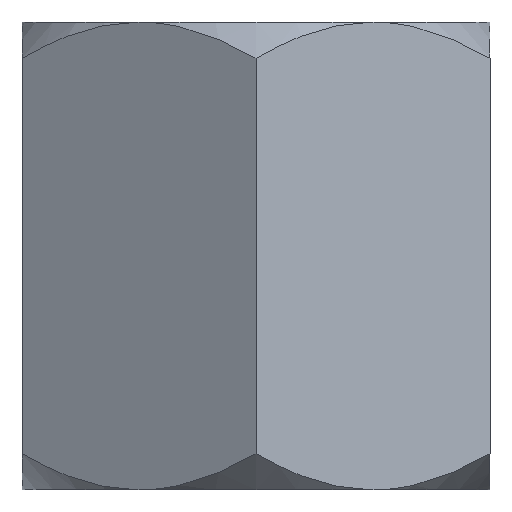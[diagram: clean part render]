
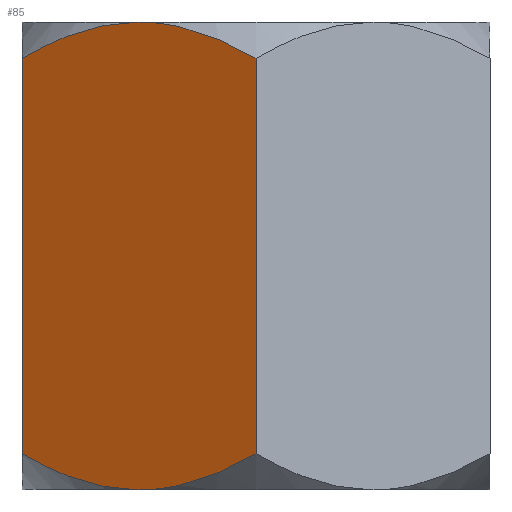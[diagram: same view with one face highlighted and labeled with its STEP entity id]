
A CAD part, left-side view. The second image highlights one B-rep face of the part: STEP entity #85.
In plain terms, the highlighted planar face has unit normal (-0.866, 0.5, 0).
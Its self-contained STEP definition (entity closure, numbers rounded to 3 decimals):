
#85 = ADVANCED_FACE( '', ( #172 ), #173, .F. );
#172 = FACE_OUTER_BOUND( '', #253, .T. );
#173 = PLANE( '', #254 );
#253 = EDGE_LOOP( '', ( #416, #417, #418, #419, #420, #421 ) );
#254 = AXIS2_PLACEMENT_3D( '', #422, #423, #424 );
#416 = ORIENTED_EDGE( '', *, *, #499, .F. );
#417 = ORIENTED_EDGE( '', *, *, #464, .F. );
#418 = ORIENTED_EDGE( '', *, *, #494, .T. );
#419 = ORIENTED_EDGE( '', *, *, #496, .T. );
#420 = ORIENTED_EDGE( '', *, *, #489, .T. );
#421 = ORIENTED_EDGE( '', *, *, #467, .F. );
#422 = CARTESIAN_POINT( '', ( -2.887, 5., 5. ) );
#423 = DIRECTION( '', ( 0.866, -0.5, 0. ) );
#424 = DIRECTION( '', ( 0.5, 0.866, 0. ) );
#464 = EDGE_CURVE( '', #544, #546, #547, .T. );
#467 = EDGE_CURVE( '', #550, #551, #552, .T. );
#489 = EDGE_CURVE( '', #583, #551, #584, .T. );
#494 = EDGE_CURVE( '', #544, #578, #590, .T. );
#496 = EDGE_CURVE( '', #578, #583, #592, .T. );
#499 = EDGE_CURVE( '', #546, #550, #595, .T. );
#544 = VERTEX_POINT( '', #682 );
#546 = VERTEX_POINT( '', #689 );
#547 = LINE( '', #690, #691 );
#550 = VERTEX_POINT( '', #699 );
#551 = VERTEX_POINT( '', #700 );
#552 = B_SPLINE_CURVE_WITH_KNOTS( '', 3, ( #701, #702, #703, #704, #705, #706 ), .UNSPECIFIED., .F., .F., ( 4, 2, 4 ), ( 0.003, 0.004, 0.006 ), .UNSPECIFIED. );
#578 = VERTEX_POINT( '', #781 );
#583 = VERTEX_POINT( '', #786 );
#584 = LINE( '', #787, #788 );
#590 = B_SPLINE_CURVE_WITH_KNOTS( '', 3, ( #809, #810, #811, #812, #813, #814, #815, #816 ), .UNSPECIFIED., .F., .F., ( 4, 2, 2, 4 ), ( 0., 0.001, 0.002, 0.003 ), .UNSPECIFIED. );
#592 = B_SPLINE_CURVE_WITH_KNOTS( '', 3, ( #818, #819, #820, #821, #822, #823 ), .UNSPECIFIED., .F., .F., ( 4, 2, 4 ), ( 0.003, 0.004, 0.006 ), .UNSPECIFIED. );
#595 = B_SPLINE_CURVE_WITH_KNOTS( '', 3, ( #826, #827, #828, #829, #830, #831, #832, #833 ), .UNSPECIFIED., .F., .F., ( 4, 2, 2, 4 ), ( 0., 0.001, 0.002, 0.003 ), .UNSPECIFIED. );
#682 = CARTESIAN_POINT( '', ( -5.774, 0., 4.226 ) );
#689 = CARTESIAN_POINT( '', ( -5.774, 0., -4.226 ) );
#690 = CARTESIAN_POINT( '', ( -5.774, 0., 5. ) );
#691 = VECTOR( '', #879, 1000. );
#699 = CARTESIAN_POINT( '', ( -4.33, 2.5, -5. ) );
#700 = CARTESIAN_POINT( '', ( -2.887, 5., -4.226 ) );
#701 = CARTESIAN_POINT( '', ( -4.33, 2.5, -5. ) );
#702 = CARTESIAN_POINT( '', ( -4.079, 2.935, -5. ) );
#703 = CARTESIAN_POINT( '', ( -3.832, 3.362, -4.923 ) );
#704 = CARTESIAN_POINT( '', ( -3.346, 4.205, -4.647 ) );
#705 = CARTESIAN_POINT( '', ( -3.113, 4.608, -4.453 ) );
#706 = CARTESIAN_POINT( '', ( -2.887, 5., -4.226 ) );
#781 = CARTESIAN_POINT( '', ( -4.33, 2.5, 5. ) );
#786 = CARTESIAN_POINT( '', ( -2.887, 5., 4.226 ) );
#787 = CARTESIAN_POINT( '', ( -2.887, 5., 5. ) );
#788 = VECTOR( '', #907, 1000. );
#809 = CARTESIAN_POINT( '', ( -5.774, 0., 4.226 ) );
#810 = CARTESIAN_POINT( '', ( -5.547, 0.392, 4.453 ) );
#811 = CARTESIAN_POINT( '', ( -5.316, 0.793, 4.645 ) );
#812 = CARTESIAN_POINT( '', ( -4.956, 1.416, 4.851 ) );
#813 = CARTESIAN_POINT( '', ( -4.834, 1.627, 4.905 ) );
#814 = CARTESIAN_POINT( '', ( -4.585, 2.059, 4.98 ) );
#815 = CARTESIAN_POINT( '', ( -4.457, 2.281, 5. ) );
#816 = CARTESIAN_POINT( '', ( -4.33, 2.5, 5. ) );
#818 = CARTESIAN_POINT( '', ( -4.33, 2.5, 5. ) );
#819 = CARTESIAN_POINT( '', ( -4.079, 2.935, 5. ) );
#820 = CARTESIAN_POINT( '', ( -3.832, 3.362, 4.923 ) );
#821 = CARTESIAN_POINT( '', ( -3.346, 4.205, 4.647 ) );
#822 = CARTESIAN_POINT( '', ( -3.113, 4.608, 4.453 ) );
#823 = CARTESIAN_POINT( '', ( -2.887, 5., 4.226 ) );
#826 = CARTESIAN_POINT( '', ( -5.774, 0., -4.226 ) );
#827 = CARTESIAN_POINT( '', ( -5.547, 0.392, -4.453 ) );
#828 = CARTESIAN_POINT( '', ( -5.316, 0.793, -4.645 ) );
#829 = CARTESIAN_POINT( '', ( -4.956, 1.416, -4.851 ) );
#830 = CARTESIAN_POINT( '', ( -4.834, 1.627, -4.905 ) );
#831 = CARTESIAN_POINT( '', ( -4.585, 2.059, -4.98 ) );
#832 = CARTESIAN_POINT( '', ( -4.457, 2.281, -5. ) );
#833 = CARTESIAN_POINT( '', ( -4.33, 2.5, -5. ) );
#879 = DIRECTION( '', ( 0., 0., -1. ) );
#907 = DIRECTION( '', ( 0., 0., -1. ) );
